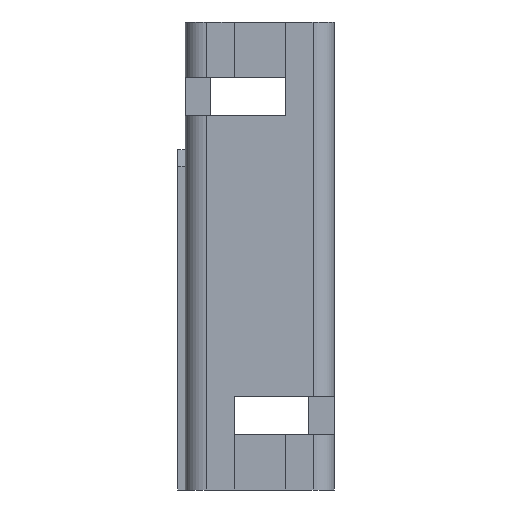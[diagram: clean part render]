
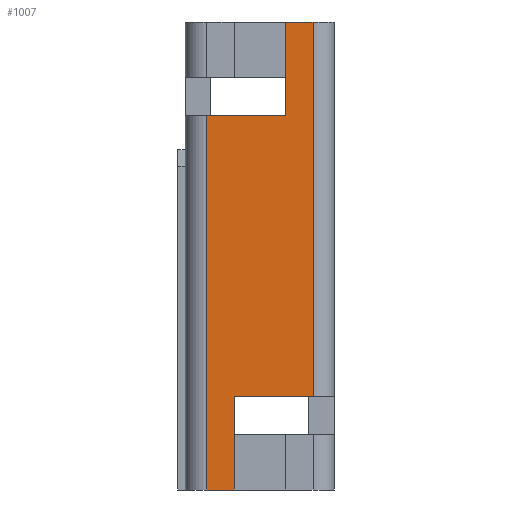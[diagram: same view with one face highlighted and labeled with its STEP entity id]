
A CAD part, front view. The second image highlights one B-rep face of the part: STEP entity #1007.
In plain terms, the highlighted planar face has unit normal (0, -1, 0).
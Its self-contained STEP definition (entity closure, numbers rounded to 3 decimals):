
#945=AXIS2_PLACEMENT_3D('Plane Axis2P3D',#942,#943,#944) ;
#331=CARTESIAN_POINT('Vertex',(3.4,0.,44.)) ;
#338=CARTESIAN_POINT('Vertex',(3.4,0.,0.)) ;
#341=CARTESIAN_POINT('Line Origine',(3.4,0.,27.5)) ;
#725=CARTESIAN_POINT('Line Origine',(11.275,0.,11.)) ;
#729=CARTESIAN_POINT('Vertex',(15.9,0.,11.)) ;
#731=CARTESIAN_POINT('Vertex',(6.65,0.,11.)) ;
#799=CARTESIAN_POINT('Line Origine',(8.025,0.,44.)) ;
#803=CARTESIAN_POINT('Vertex',(12.65,0.,44.)) ;
#942=CARTESIAN_POINT('Axis2P3D Location',(0.,0.,0.)) ;
#966=CARTESIAN_POINT('Line Origine',(5.025,0.,0.)) ;
#970=CARTESIAN_POINT('Vertex',(6.65,0.,0.)) ;
#973=CARTESIAN_POINT('Line Origine',(6.65,0.,5.5)) ;
#978=CARTESIAN_POINT('Line Origine',(15.9,0.,33.)) ;
#982=CARTESIAN_POINT('Vertex',(15.9,0.,55.)) ;
#985=CARTESIAN_POINT('Line Origine',(14.275,0.,55.)) ;
#989=CARTESIAN_POINT('Vertex',(12.65,0.,55.)) ;
#992=CARTESIAN_POINT('Line Origine',(12.65,0.,49.5)) ;
#342=DIRECTION('Vector Direction',(0.,0.,1.)) ;
#726=DIRECTION('Vector Direction',(-1.,0.,0.)) ;
#800=DIRECTION('Vector Direction',(-1.,0.,0.)) ;
#943=DIRECTION('Axis2P3D Direction',(0.,-1.,0.)) ;
#944=DIRECTION('Axis2P3D XDirection',(1.,0.,0.)) ;
#967=DIRECTION('Vector Direction',(1.,0.,0.)) ;
#974=DIRECTION('Vector Direction',(0.,0.,-1.)) ;
#979=DIRECTION('Vector Direction',(0.,0.,1.)) ;
#986=DIRECTION('Vector Direction',(1.,0.,0.)) ;
#993=DIRECTION('Vector Direction',(0.,0.,-1.)) ;
#343=VECTOR('Line Direction',#342,1.) ;
#727=VECTOR('Line Direction',#726,1.) ;
#801=VECTOR('Line Direction',#800,1.) ;
#968=VECTOR('Line Direction',#967,1.) ;
#975=VECTOR('Line Direction',#974,1.) ;
#980=VECTOR('Line Direction',#979,1.) ;
#987=VECTOR('Line Direction',#986,1.) ;
#994=VECTOR('Line Direction',#993,1.) ;
#998=ORIENTED_EDGE('',*,*,#972,.F.) ;
#999=ORIENTED_EDGE('',*,*,#977,.F.) ;
#1000=ORIENTED_EDGE('',*,*,#733,.F.) ;
#1001=ORIENTED_EDGE('',*,*,#984,.T.) ;
#1002=ORIENTED_EDGE('',*,*,#991,.T.) ;
#1003=ORIENTED_EDGE('',*,*,#996,.F.) ;
#1004=ORIENTED_EDGE('',*,*,#805,.F.) ;
#1005=ORIENTED_EDGE('',*,*,#345,.F.) ;
#1007=ADVANCED_FACE('Hauptkoerper',(#1006),#946,.T.) ;
#345=EDGE_CURVE('',#339,#332,#344,.T.) ;
#733=EDGE_CURVE('',#730,#732,#728,.T.) ;
#805=EDGE_CURVE('',#332,#804,#802,.F.) ;
#972=EDGE_CURVE('',#971,#339,#969,.F.) ;
#977=EDGE_CURVE('',#732,#971,#976,.T.) ;
#984=EDGE_CURVE('',#730,#983,#981,.T.) ;
#991=EDGE_CURVE('',#983,#990,#988,.F.) ;
#996=EDGE_CURVE('',#804,#990,#995,.F.) ;
#997=EDGE_LOOP('',(#998,#999,#1000,#1001,#1002,#1003,#1004,#1005)) ;
#1006=FACE_OUTER_BOUND('',#997,.T.) ;
#344=LINE('Line',#341,#343) ;
#728=LINE('Line',#725,#727) ;
#802=LINE('Line',#799,#801) ;
#969=LINE('Line',#966,#968) ;
#976=LINE('Line',#973,#975) ;
#981=LINE('Line',#978,#980) ;
#988=LINE('Line',#985,#987) ;
#995=LINE('Line',#992,#994) ;
#946=PLANE('',#945) ;
#332=VERTEX_POINT('',#331) ;
#339=VERTEX_POINT('',#338) ;
#730=VERTEX_POINT('',#729) ;
#732=VERTEX_POINT('',#731) ;
#804=VERTEX_POINT('',#803) ;
#971=VERTEX_POINT('',#970) ;
#983=VERTEX_POINT('',#982) ;
#990=VERTEX_POINT('',#989) ;
